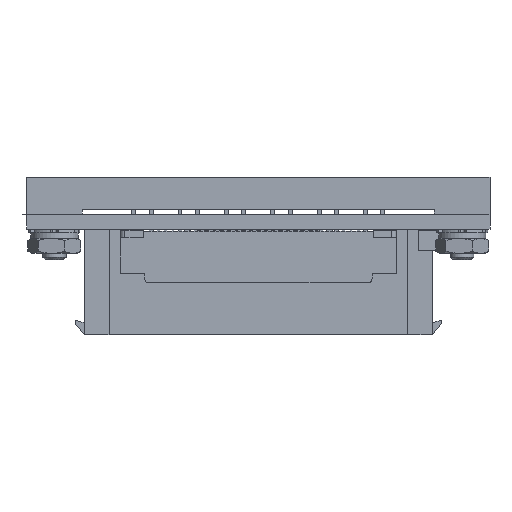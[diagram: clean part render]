
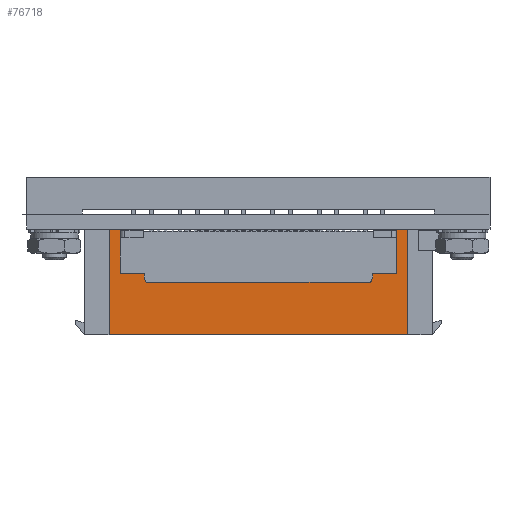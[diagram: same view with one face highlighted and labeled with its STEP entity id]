
A CAD part, front view. The second image highlights one B-rep face of the part: STEP entity #76718.
In plain terms, the highlighted face is planar.
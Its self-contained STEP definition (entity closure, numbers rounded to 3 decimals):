
#70695 = PLANE('',#70696);
#70696 = AXIS2_PLACEMENT_3D('',#70697,#70698,#70699);
#70697 = CARTESIAN_POINT('',(0.,0.,11.38));
#70698 = DIRECTION('',(0.,0.,1.));
#70699 = DIRECTION('',(1.,0.,-0.));
#70901 = PLANE('',#70902);
#70902 = AXIS2_PLACEMENT_3D('',#70903,#70904,#70905);
#70903 = CARTESIAN_POINT('',(0.,0.,11.38));
#70904 = DIRECTION('',(0.,0.,1.));
#70905 = DIRECTION('',(1.,0.,-0.));
#71189 = PLANE('',#71190);
#71190 = AXIS2_PLACEMENT_3D('',#71191,#71192,#71193);
#71191 = CARTESIAN_POINT('',(0.,0.,0.));
#71192 = DIRECTION('',(0.,0.,1.));
#71193 = DIRECTION('',(1.,0.,-0.));
#72795 = VERTEX_POINT('',#72796);
#72796 = CARTESIAN_POINT('',(16.11,12.45,11.38));
#72810 = PLANE('',#72811);
#72811 = AXIS2_PLACEMENT_3D('',#72812,#72813,#72814);
#72812 = CARTESIAN_POINT('',(16.11,11.94,11.38));
#72813 = DIRECTION('',(-1.,0.,0.));
#72814 = DIRECTION('',(0.,0.,1.));
#72822 = EDGE_CURVE('',#72795,#72823,#72825,.T.);
#72823 = VERTEX_POINT('',#72824);
#72824 = CARTESIAN_POINT('',(14.33,12.45,11.38));
#72825 = SURFACE_CURVE('',#72826,(#72830,#72837),.PCURVE_S1.);
#72826 = LINE('',#72827,#72828);
#72827 = CARTESIAN_POINT('',(16.11,12.45,11.38));
#72828 = VECTOR('',#72829,1.);
#72829 = DIRECTION('',(-1.,0.,0.));
#72830 = PCURVE('',#70695,#72831);
#72831 = DEFINITIONAL_REPRESENTATION('',(#72832),#72836);
#72832 = LINE('',#72833,#72834);
#72833 = CARTESIAN_POINT('',(16.11,12.45));
#72834 = VECTOR('',#72835,1.);
#72835 = DIRECTION('',(-1.,0.));
#72836 = ( GEOMETRIC_REPRESENTATION_CONTEXT(2) 
PARAMETRIC_REPRESENTATION_CONTEXT() REPRESENTATION_CONTEXT('2D SPACE',''
  ) );
#72837 = PCURVE('',#72838,#72843);
#72838 = PLANE('',#72839);
#72839 = AXIS2_PLACEMENT_3D('',#72840,#72841,#72842);
#72840 = CARTESIAN_POINT('',(16.11,12.45,11.38));
#72841 = DIRECTION('',(0.,-1.,0.));
#72842 = DIRECTION('',(0.,0.,-1.));
#72843 = DEFINITIONAL_REPRESENTATION('',(#72844),#72848);
#72844 = LINE('',#72845,#72846);
#72845 = CARTESIAN_POINT('',(0.,0.));
#72846 = VECTOR('',#72847,1.);
#72847 = DIRECTION('',(0.,-1.));
#72848 = ( GEOMETRIC_REPRESENTATION_CONTEXT(2) 
PARAMETRIC_REPRESENTATION_CONTEXT() REPRESENTATION_CONTEXT('2D SPACE',''
  ) );
#72866 = PLANE('',#72867);
#72867 = AXIS2_PLACEMENT_3D('',#72868,#72869,#72870);
#72868 = CARTESIAN_POINT('',(14.33,0.,11.));
#72869 = DIRECTION('',(-1.,0.,0.));
#72870 = DIRECTION('',(0.,0.,1.));
#73133 = EDGE_CURVE('',#73134,#72823,#73136,.T.);
#73134 = VERTEX_POINT('',#73135);
#73135 = CARTESIAN_POINT('',(14.33,12.45,11.));
#73136 = SURFACE_CURVE('',#73137,(#73141,#73148),.PCURVE_S1.);
#73137 = LINE('',#73138,#73139);
#73138 = CARTESIAN_POINT('',(14.33,12.45,11.));
#73139 = VECTOR('',#73140,1.);
#73140 = DIRECTION('',(0.,0.,1.));
#73141 = PCURVE('',#72866,#73142);
#73142 = DEFINITIONAL_REPRESENTATION('',(#73143),#73147);
#73143 = LINE('',#73144,#73145);
#73144 = CARTESIAN_POINT('',(0.,12.45));
#73145 = VECTOR('',#73146,1.);
#73146 = DIRECTION('',(1.,0.));
#73147 = ( GEOMETRIC_REPRESENTATION_CONTEXT(2) 
PARAMETRIC_REPRESENTATION_CONTEXT() REPRESENTATION_CONTEXT('2D SPACE',''
  ) );
#73148 = PCURVE('',#72838,#73149);
#73149 = DEFINITIONAL_REPRESENTATION('',(#73150),#73154);
#73150 = LINE('',#73151,#73152);
#73151 = CARTESIAN_POINT('',(0.38,-1.78));
#73152 = VECTOR('',#73153,1.);
#73153 = DIRECTION('',(-1.,0.));
#73154 = ( GEOMETRIC_REPRESENTATION_CONTEXT(2) 
PARAMETRIC_REPRESENTATION_CONTEXT() REPRESENTATION_CONTEXT('2D SPACE',''
  ) );
#73172 = PLANE('',#73173);
#73173 = AXIS2_PLACEMENT_3D('',#73174,#73175,#73176);
#73174 = CARTESIAN_POINT('',(-14.33,0.,11.));
#73175 = DIRECTION('',(0.,0.,1.));
#73176 = DIRECTION('',(1.,0.,-0.));
#73211 = VERTEX_POINT('',#73212);
#73212 = CARTESIAN_POINT('',(-14.33,12.45,11.));
#73219 = PLANE('',#73220);
#73220 = AXIS2_PLACEMENT_3D('',#73221,#73222,#73223);
#73221 = CARTESIAN_POINT('',(-14.33,0.,11.38));
#73222 = DIRECTION('',(1.,0.,0.));
#73223 = DIRECTION('',(-0.,1.,0.));
#73238 = EDGE_CURVE('',#73239,#73211,#73241,.T.);
#73239 = VERTEX_POINT('',#73240);
#73240 = CARTESIAN_POINT('',(-14.33,12.45,11.38));
#73241 = SURFACE_CURVE('',#73242,(#73246,#73253),.PCURVE_S1.);
#73242 = LINE('',#73243,#73244);
#73243 = CARTESIAN_POINT('',(-14.33,12.45,11.38));
#73244 = VECTOR('',#73245,1.);
#73245 = DIRECTION('',(0.,0.,-1.));
#73246 = PCURVE('',#73219,#73247);
#73247 = DEFINITIONAL_REPRESENTATION('',(#73248),#73252);
#73248 = LINE('',#73249,#73250);
#73249 = CARTESIAN_POINT('',(12.45,0.));
#73250 = VECTOR('',#73251,1.);
#73251 = DIRECTION('',(0.,-1.));
#73252 = ( GEOMETRIC_REPRESENTATION_CONTEXT(2) 
PARAMETRIC_REPRESENTATION_CONTEXT() REPRESENTATION_CONTEXT('2D SPACE',''
  ) );
#73253 = PCURVE('',#72838,#73254);
#73254 = DEFINITIONAL_REPRESENTATION('',(#73255),#73259);
#73255 = LINE('',#73256,#73257);
#73256 = CARTESIAN_POINT('',(0.,-30.44));
#73257 = VECTOR('',#73258,1.);
#73258 = DIRECTION('',(1.,0.));
#73259 = ( GEOMETRIC_REPRESENTATION_CONTEXT(2) 
PARAMETRIC_REPRESENTATION_CONTEXT() REPRESENTATION_CONTEXT('2D SPACE',''
  ) );
#74717 = EDGE_CURVE('',#73211,#73134,#74718,.T.);
#74718 = SURFACE_CURVE('',#74719,(#74723,#74730),.PCURVE_S1.);
#74719 = LINE('',#74720,#74721);
#74720 = CARTESIAN_POINT('',(-14.33,12.45,11.));
#74721 = VECTOR('',#74722,1.);
#74722 = DIRECTION('',(1.,0.,0.));
#74723 = PCURVE('',#73172,#74724);
#74724 = DEFINITIONAL_REPRESENTATION('',(#74725),#74729);
#74725 = LINE('',#74726,#74727);
#74726 = CARTESIAN_POINT('',(0.,12.45));
#74727 = VECTOR('',#74728,1.);
#74728 = DIRECTION('',(1.,0.));
#74729 = ( GEOMETRIC_REPRESENTATION_CONTEXT(2) 
PARAMETRIC_REPRESENTATION_CONTEXT() REPRESENTATION_CONTEXT('2D SPACE',''
  ) );
#74730 = PCURVE('',#72838,#74731);
#74731 = DEFINITIONAL_REPRESENTATION('',(#74732),#74736);
#74732 = LINE('',#74733,#74734);
#74733 = CARTESIAN_POINT('',(0.38,-30.44));
#74734 = VECTOR('',#74735,1.);
#74735 = DIRECTION('',(0.,1.));
#74736 = ( GEOMETRIC_REPRESENTATION_CONTEXT(2) 
PARAMETRIC_REPRESENTATION_CONTEXT() REPRESENTATION_CONTEXT('2D SPACE',''
  ) );
#76674 = VERTEX_POINT('',#76675);
#76675 = CARTESIAN_POINT('',(16.11,12.45,0.));
#76696 = EDGE_CURVE('',#72795,#76674,#76697,.T.);
#76697 = SURFACE_CURVE('',#76698,(#76702,#76709),.PCURVE_S1.);
#76698 = LINE('',#76699,#76700);
#76699 = CARTESIAN_POINT('',(16.11,12.45,11.38));
#76700 = VECTOR('',#76701,1.);
#76701 = DIRECTION('',(0.,0.,-1.));
#76702 = PCURVE('',#72810,#76703);
#76703 = DEFINITIONAL_REPRESENTATION('',(#76704),#76708);
#76704 = LINE('',#76705,#76706);
#76705 = CARTESIAN_POINT('',(0.,0.51));
#76706 = VECTOR('',#76707,1.);
#76707 = DIRECTION('',(-1.,0.));
#76708 = ( GEOMETRIC_REPRESENTATION_CONTEXT(2) 
PARAMETRIC_REPRESENTATION_CONTEXT() REPRESENTATION_CONTEXT('2D SPACE',''
  ) );
#76709 = PCURVE('',#72838,#76710);
#76710 = DEFINITIONAL_REPRESENTATION('',(#76711),#76715);
#76711 = LINE('',#76712,#76713);
#76712 = CARTESIAN_POINT('',(0.,0.));
#76713 = VECTOR('',#76714,1.);
#76714 = DIRECTION('',(1.,0.));
#76715 = ( GEOMETRIC_REPRESENTATION_CONTEXT(2) 
PARAMETRIC_REPRESENTATION_CONTEXT() REPRESENTATION_CONTEXT('2D SPACE',''
  ) );
#76718 = ADVANCED_FACE('',(#76719),#72838,.F.);
#76719 = FACE_BOUND('',#76720,.T.);
#76720 = EDGE_LOOP('',(#76721,#76722,#76723,#76724,#76747,#76775,#76796,
    #76797));
#76721 = ORIENTED_EDGE('',*,*,#73133,.T.);
#76722 = ORIENTED_EDGE('',*,*,#72822,.F.);
#76723 = ORIENTED_EDGE('',*,*,#76696,.T.);
#76724 = ORIENTED_EDGE('',*,*,#76725,.T.);
#76725 = EDGE_CURVE('',#76674,#76726,#76728,.T.);
#76726 = VERTEX_POINT('',#76727);
#76727 = CARTESIAN_POINT('',(-16.11,12.45,0.));
#76728 = SURFACE_CURVE('',#76729,(#76733,#76740),.PCURVE_S1.);
#76729 = LINE('',#76730,#76731);
#76730 = CARTESIAN_POINT('',(16.11,12.45,0.));
#76731 = VECTOR('',#76732,1.);
#76732 = DIRECTION('',(-1.,0.,0.));
#76733 = PCURVE('',#72838,#76734);
#76734 = DEFINITIONAL_REPRESENTATION('',(#76735),#76739);
#76735 = LINE('',#76736,#76737);
#76736 = CARTESIAN_POINT('',(11.38,0.));
#76737 = VECTOR('',#76738,1.);
#76738 = DIRECTION('',(0.,-1.));
#76739 = ( GEOMETRIC_REPRESENTATION_CONTEXT(2) 
PARAMETRIC_REPRESENTATION_CONTEXT() REPRESENTATION_CONTEXT('2D SPACE',''
  ) );
#76740 = PCURVE('',#71189,#76741);
#76741 = DEFINITIONAL_REPRESENTATION('',(#76742),#76746);
#76742 = LINE('',#76743,#76744);
#76743 = CARTESIAN_POINT('',(16.11,12.45));
#76744 = VECTOR('',#76745,1.);
#76745 = DIRECTION('',(-1.,0.));
#76746 = ( GEOMETRIC_REPRESENTATION_CONTEXT(2) 
PARAMETRIC_REPRESENTATION_CONTEXT() REPRESENTATION_CONTEXT('2D SPACE',''
  ) );
#76747 = ORIENTED_EDGE('',*,*,#76748,.F.);
#76748 = EDGE_CURVE('',#76749,#76726,#76751,.T.);
#76749 = VERTEX_POINT('',#76750);
#76750 = CARTESIAN_POINT('',(-16.11,12.45,11.38));
#76751 = SURFACE_CURVE('',#76752,(#76756,#76763),.PCURVE_S1.);
#76752 = LINE('',#76753,#76754);
#76753 = CARTESIAN_POINT('',(-16.11,12.45,11.38));
#76754 = VECTOR('',#76755,1.);
#76755 = DIRECTION('',(0.,0.,-1.));
#76756 = PCURVE('',#72838,#76757);
#76757 = DEFINITIONAL_REPRESENTATION('',(#76758),#76762);
#76758 = LINE('',#76759,#76760);
#76759 = CARTESIAN_POINT('',(0.,-32.22));
#76760 = VECTOR('',#76761,1.);
#76761 = DIRECTION('',(1.,0.));
#76762 = ( GEOMETRIC_REPRESENTATION_CONTEXT(2) 
PARAMETRIC_REPRESENTATION_CONTEXT() REPRESENTATION_CONTEXT('2D SPACE',''
  ) );
#76763 = PCURVE('',#76764,#76769);
#76764 = PLANE('',#76765);
#76765 = AXIS2_PLACEMENT_3D('',#76766,#76767,#76768);
#76766 = CARTESIAN_POINT('',(-16.11,12.45,11.38));
#76767 = DIRECTION('',(1.,0.,0.));
#76768 = DIRECTION('',(-0.,1.,0.));
#76769 = DEFINITIONAL_REPRESENTATION('',(#76770),#76774);
#76770 = LINE('',#76771,#76772);
#76771 = CARTESIAN_POINT('',(0.,0.));
#76772 = VECTOR('',#76773,1.);
#76773 = DIRECTION('',(0.,-1.));
#76774 = ( GEOMETRIC_REPRESENTATION_CONTEXT(2) 
PARAMETRIC_REPRESENTATION_CONTEXT() REPRESENTATION_CONTEXT('2D SPACE',''
  ) );
#76775 = ORIENTED_EDGE('',*,*,#76776,.F.);
#76776 = EDGE_CURVE('',#73239,#76749,#76777,.T.);
#76777 = SURFACE_CURVE('',#76778,(#76782,#76789),.PCURVE_S1.);
#76778 = LINE('',#76779,#76780);
#76779 = CARTESIAN_POINT('',(16.11,12.45,11.38));
#76780 = VECTOR('',#76781,1.);
#76781 = DIRECTION('',(-1.,0.,0.));
#76782 = PCURVE('',#72838,#76783);
#76783 = DEFINITIONAL_REPRESENTATION('',(#76784),#76788);
#76784 = LINE('',#76785,#76786);
#76785 = CARTESIAN_POINT('',(0.,0.));
#76786 = VECTOR('',#76787,1.);
#76787 = DIRECTION('',(0.,-1.));
#76788 = ( GEOMETRIC_REPRESENTATION_CONTEXT(2) 
PARAMETRIC_REPRESENTATION_CONTEXT() REPRESENTATION_CONTEXT('2D SPACE',''
  ) );
#76789 = PCURVE('',#70901,#76790);
#76790 = DEFINITIONAL_REPRESENTATION('',(#76791),#76795);
#76791 = LINE('',#76792,#76793);
#76792 = CARTESIAN_POINT('',(16.11,12.45));
#76793 = VECTOR('',#76794,1.);
#76794 = DIRECTION('',(-1.,0.));
#76795 = ( GEOMETRIC_REPRESENTATION_CONTEXT(2) 
PARAMETRIC_REPRESENTATION_CONTEXT() REPRESENTATION_CONTEXT('2D SPACE',''
  ) );
#76796 = ORIENTED_EDGE('',*,*,#73238,.T.);
#76797 = ORIENTED_EDGE('',*,*,#74717,.T.);
